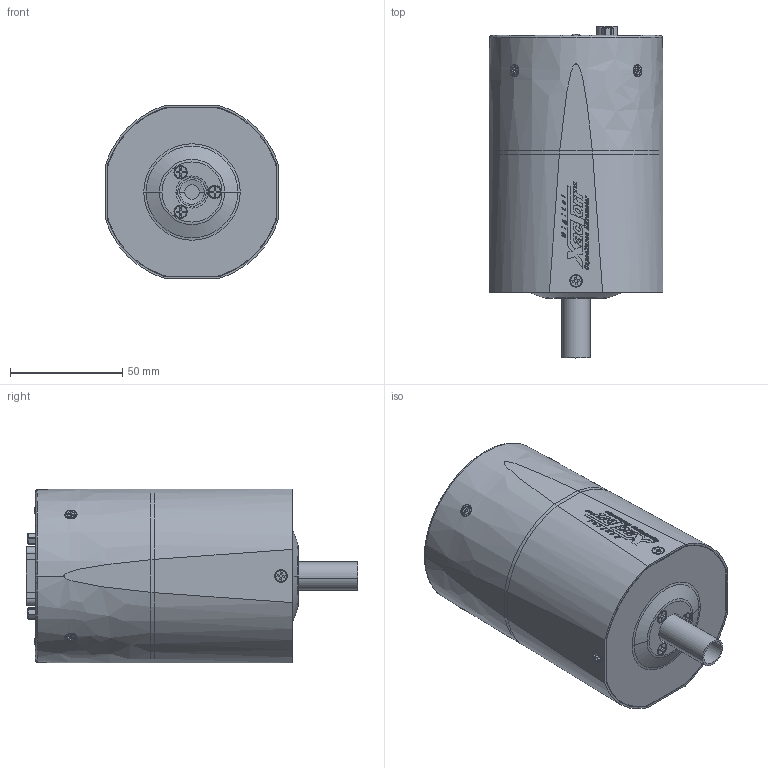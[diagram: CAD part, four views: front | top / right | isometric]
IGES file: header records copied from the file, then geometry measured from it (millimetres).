
Start section: SolidWorks IGES file using analytic representation for surfaces
Global section: file name: CMX-3-XXX-4-0.IGS; native system: SolidWorks 2020; preprocessor: SolidWorks 2020; author: CFehr; date: 210322.080032; units: inch
Bounding box: 77.44 x 148.01 x 77.44 mm (x, y, z)
Volume: 68336.9 mm3; surface area: 103069.6 mm2
Topology: 113 solids, 113 shells, 4315 faces, 11478 edges, 7570 vertices
Faces by surface type: plane 2289, bspline 1290, revolution 736
